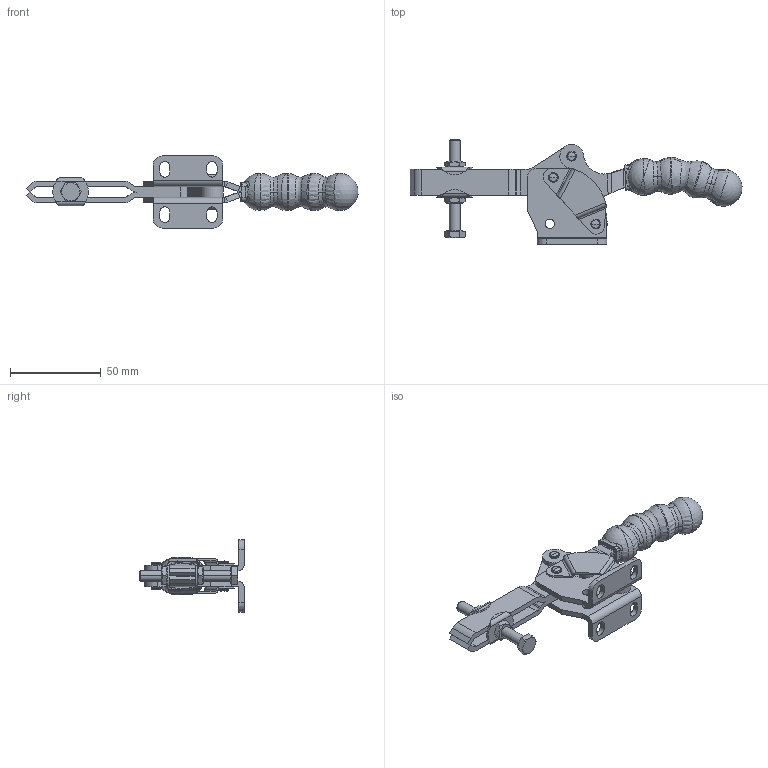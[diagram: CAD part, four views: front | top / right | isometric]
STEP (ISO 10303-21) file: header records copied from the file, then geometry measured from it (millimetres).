
FILE_DESCRIPTION((''),'2;1');
FILE_NAME('MH4UB.stp','2009-11-04T09:24:14',('David'),(''),'Autodesk Inventor 8','Autodesk Inventor 8','');
FILE_SCHEMA(('AUTOMOTIVE_DESIGN { 1 0 10303 214 1 1 1 1 }'));
Length unit declared in the file: millimetre
Products named in the file (7): MH4UB; MH4 SIDEPLATE B ASSEMBLY; MH4 U-BAR ASSEMBLY; MH4 HANDLE ASSEMBLY; MH4 LINK ASSEMBLY; ISO 4017  (Regular Thread) M6 x 50; MH4 FLANGED WASHER ASSEMBLY
Assembly tree (6 placements, depth 2):
  MH4UB
    MH4 SIDEPLATE B ASSEMBLY
    MH4 U-BAR ASSEMBLY
    MH4 HANDLE ASSEMBLY
    MH4 LINK ASSEMBLY
    ISO 4017  (Regular Thread) M6 x 50
    MH4 FLANGED WASHER ASSEMBLY
Bounding box: 183.32 x 57.72 x 39.78 mm (x, y, z)
Volume: 45548.5 mm3; surface area: 29912.6 mm2
Topology: 7 solids, 8 shells, 489 faces, 1272 edges, 776 vertices
Faces by surface type: bspline 153, cylinder 134, plane 120, torus 32, cone 30, sphere 20
Entity records: 21584 total; most frequent: CARTESIAN_POINT 9936, ORIENTED_EDGE 2456, DIRECTION 2390, EDGE_CURVE 1228, AXIS2_PLACEMENT_3D 934, VERTEX_POINT 776, CIRCLE 585, EDGE_LOOP 550
